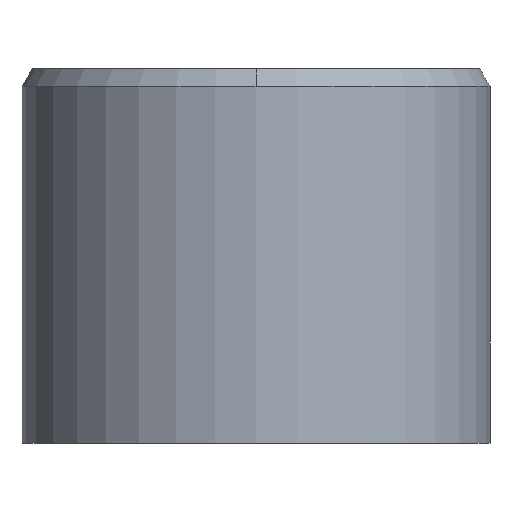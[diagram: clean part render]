
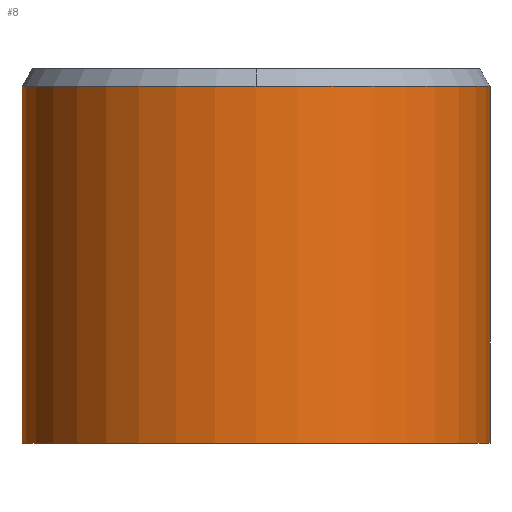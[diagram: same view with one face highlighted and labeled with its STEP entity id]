
A CAD part, front view. The second image highlights one B-rep face of the part: STEP entity #8.
In plain terms, the highlighted cylindrical face has radius 3.969 mm (diameter 7.938 mm), a partial arc.
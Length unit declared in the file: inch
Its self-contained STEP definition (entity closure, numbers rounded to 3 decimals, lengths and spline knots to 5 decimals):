
#6 = CIRCLE ( 'NONE', #276, 0.15625 ) ;
#8 = ADVANCED_FACE ( 'NONE', ( #93 ), #148, .T. ) ;
#10 = VECTOR ( 'NONE', #326, 39.37008 ) ;
#17 = CARTESIAN_POINT ( 'NONE',  ( 0., 0., 0. ) ) ;
#19 = ORIENTED_EDGE ( 'NONE', *, *, #37, .T. ) ;
#20 = VERTEX_POINT ( 'NONE', #325 ) ;
#21 = AXIS2_PLACEMENT_3D ( 'NONE', #17, #232, #279 ) ;
#23 = CARTESIAN_POINT ( 'NONE',  ( 0.15625, 0., 0.23819 ) ) ;
#33 = DIRECTION ( 'NONE',  ( 0., 0., -1. ) ) ;
#37 = EDGE_CURVE ( 'NONE', #305, #343, #6, .T. ) ;
#41 = EDGE_CURVE ( 'NONE', #20, #305, #79, .T. ) ;
#51 = VECTOR ( 'NONE', #228, 39.37008 ) ;
#55 = EDGE_CURVE ( 'NONE', #343, #212, #75, .T. ) ;
#57 = LINE ( 'NONE', #203, #51 ) ;
#59 = DIRECTION ( 'NONE',  ( 1., 0., 0. ) ) ;
#60 = ORIENTED_EDGE ( 'NONE', *, *, #41, .T. ) ;
#62 = DIRECTION ( 'NONE',  ( 0., 0., 1. ) ) ;
#64 = DIRECTION ( 'NONE',  ( 1., 0., 0. ) ) ;
#75 = CIRCLE ( 'NONE', #341, 0.15625 ) ;
#79 = LINE ( 'NONE', #139, #10 ) ;
#93 = FACE_OUTER_BOUND ( 'NONE', #237, .T. ) ;
#108 = AXIS2_PLACEMENT_3D ( 'NONE', #164, #62, #167 ) ;
#125 = VERTEX_POINT ( 'NONE', #278 ) ;
#139 = CARTESIAN_POINT ( 'NONE',  ( 0.15625, 0., 0.11909 ) ) ;
#140 = CARTESIAN_POINT ( 'NONE',  ( 0., 0., 0.23819 ) ) ;
#148 = CYLINDRICAL_SURFACE ( 'NONE', #108, 0.15625 ) ;
#151 = CARTESIAN_POINT ( 'NONE',  ( 0., -0.15625, 0.23819 ) ) ;
#164 = CARTESIAN_POINT ( 'NONE',  ( 0., 0., 0.11909 ) ) ;
#167 = DIRECTION ( 'NONE',  ( 1., 0., 0. ) ) ;
#170 = EDGE_CURVE ( 'NONE', #125, #212, #57, .T. ) ;
#192 = CARTESIAN_POINT ( 'NONE',  ( 0., 0., 0.23819 ) ) ;
#198 = CARTESIAN_POINT ( 'NONE',  ( -0.15625, 0., 0.23819 ) ) ;
#203 = CARTESIAN_POINT ( 'NONE',  ( -0.15625, 0., 0.11909 ) ) ;
#205 = EDGE_CURVE ( 'NONE', #125, #20, #266, .T. ) ;
#212 = VERTEX_POINT ( 'NONE', #198 ) ;
#228 = DIRECTION ( 'NONE',  ( 0., 0., 1. ) ) ;
#232 = DIRECTION ( 'NONE',  ( 0., 0., 1. ) ) ;
#237 = EDGE_LOOP ( 'NONE', ( #318, #272, #60, #19, #339 ) ) ;
#266 = CIRCLE ( 'NONE', #21, 0.15625 ) ;
#272 = ORIENTED_EDGE ( 'NONE', *, *, #205, .T. ) ;
#276 = AXIS2_PLACEMENT_3D ( 'NONE', #192, #321, #64 ) ;
#278 = CARTESIAN_POINT ( 'NONE',  ( -0.15625, 0., 0. ) ) ;
#279 = DIRECTION ( 'NONE',  ( 1., 0., 0. ) ) ;
#305 = VERTEX_POINT ( 'NONE', #23 ) ;
#318 = ORIENTED_EDGE ( 'NONE', *, *, #170, .F. ) ;
#321 = DIRECTION ( 'NONE',  ( 0., 0., -1. ) ) ;
#325 = CARTESIAN_POINT ( 'NONE',  ( 0.15625, 0., 0. ) ) ;
#326 = DIRECTION ( 'NONE',  ( 0., 0., 1. ) ) ;
#339 = ORIENTED_EDGE ( 'NONE', *, *, #55, .T. ) ;
#341 = AXIS2_PLACEMENT_3D ( 'NONE', #140, #33, #59 ) ;
#343 = VERTEX_POINT ( 'NONE', #151 ) ;
